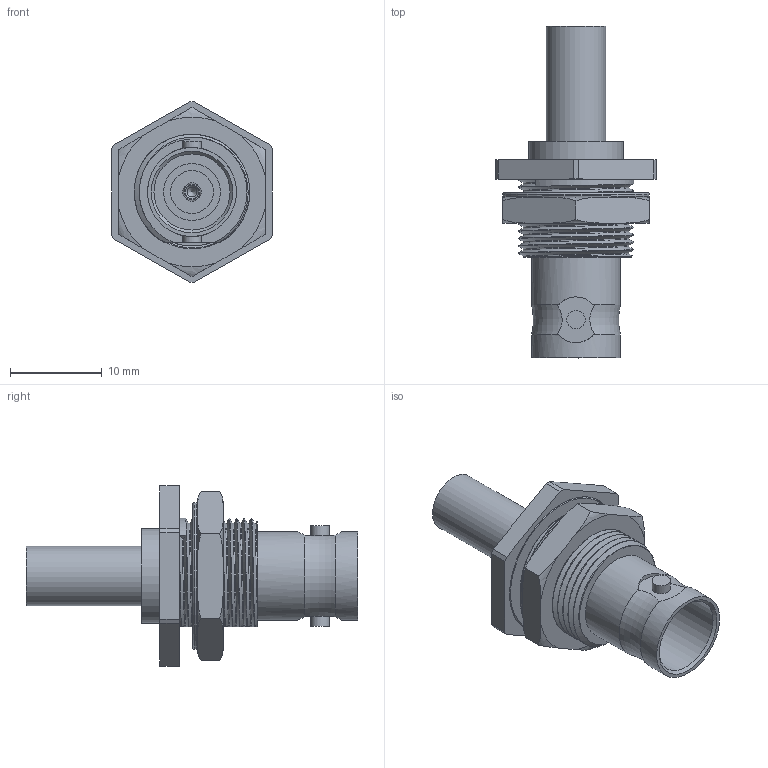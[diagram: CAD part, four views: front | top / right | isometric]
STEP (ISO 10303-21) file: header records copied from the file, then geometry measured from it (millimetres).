
FILE_DESCRIPTION(/* description */ ('Unknown'),/* implementation_level */ '2;1');
FILE_NAME(/* name */ '60726522410120',/* time_stamp */ '2025-06-09T09:44:00+02:00',/* author */ ('Unknown'),/* organization */ ('Unknown'),/* preprocessor_version */ 'ST-DEVELOPER v19.4',/* originating_system */ 'Solid Edge',/* authorisation */ 'Unknown');
FILE_SCHEMA (('AUTOMOTIVE_DESIGN {1 0 10303 214 3 1 1}'));
Products named in the file (9): 60726522410120 ; 60726522410120 _Body; 60726522410120 _Barel; 60726522410120 _Nut; 60726522410120 _Washer; 60726522410120 _Gasket; 60726522410120 _Center Pin ; 60726522410120 _Ferrule; 60726522410120 _Insulator
Assembly tree (8 placements, depth 2):
  60726522410120 
    60726522410120 _Body
    60726522410120 _Barel
    60726522410120 _Nut
    60726522410120 _Washer
    60726522410120 _Gasket
    60726522410120 _Center Pin 
    60726522410120 _Ferrule
    60726522410120 _Insulator
Bounding box: 17.5 x 36.2 x 19.65 mm (x, y, z)
Volume: 2484.3 mm3; surface area: 4765.8 mm2
Topology: 8 solids, 8 shells, 4011 faces, 8250 edges, 4267 vertices
Faces by surface type: bspline 2712, cylinder 840, plane 347, cone 92, torus 20
Full cylindrical faces by diameter (mm): 0.93 x1, 1.05 x1, 1.41 x1, 1.9 x1, 2 x3, 2.1 x2, 2.25 x1, 3.05 x1, 4.4 x3, 4.67 x1, 5.33 x1, 5.6 x1, 6.2 x1, 6.48 x1, 6.75 x1, 6.8 x1, 8.3 x2, 9.45 x1, 9.7 x2, 10.3 x1, 12.5 x1, 12.6 x1, 16 x2, 16.1 x1
Entity records: 162832 total; most frequent: CARTESIAN_POINT 107724, ORIENTED_EDGE 16380, EDGE_CURVE 8190, DIRECTION 4525, B_SPLINE_CURVE_WITH_KNOTS 4293, VERTEX_POINT 4255, FACE_BOUND 4087, EDGE_LOOP 4085
